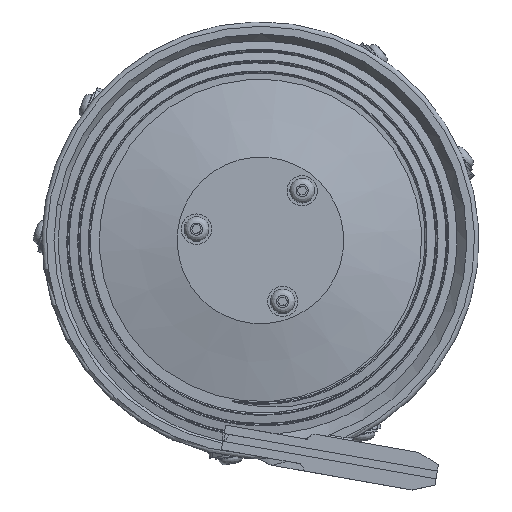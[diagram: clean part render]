
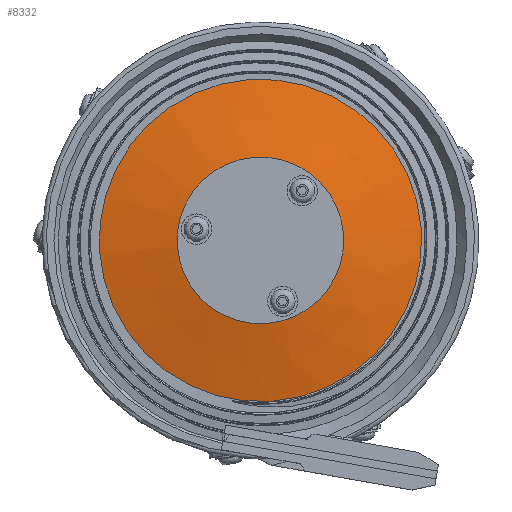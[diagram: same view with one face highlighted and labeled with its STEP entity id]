
A CAD part, top view. The second image highlights one B-rep face of the part: STEP entity #8332.
In plain terms, the highlighted conical face has half-angle 77.471 degrees and reference radius 28.25 mm.
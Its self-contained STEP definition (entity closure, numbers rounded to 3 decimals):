
#767=CONICAL_SURFACE('',#9451,28.25,1.352);
#1464=FACE_OUTER_BOUND('',#1999,.T.);
#1999=EDGE_LOOP('',(#7360,#7361,#7362,#7363));
#2653=LINE('',#16920,#3278);
#3278=VECTOR('',#11540,28.25);
#3673=CIRCLE('',#9452,19.25);
#3674=CIRCLE('',#9453,37.25);
#4349=VERTEX_POINT('',#16917);
#4350=VERTEX_POINT('',#16919);
#5384=EDGE_CURVE('',#4349,#4349,#3673,.T.);
#5385=EDGE_CURVE('',#4349,#4350,#2653,.T.);
#5386=EDGE_CURVE('',#4350,#4350,#3674,.T.);
#7360=ORIENTED_EDGE('',*,*,#5384,.T.);
#7361=ORIENTED_EDGE('',*,*,#5385,.T.);
#7362=ORIENTED_EDGE('',*,*,#5386,.F.);
#7363=ORIENTED_EDGE('',*,*,#5385,.F.);
#8332=ADVANCED_FACE('',(#1464),#767,.T.);
#9451=AXIS2_PLACEMENT_3D('',#16916,#11536,#11537);
#9452=AXIS2_PLACEMENT_3D('',#16918,#11538,#11539);
#9453=AXIS2_PLACEMENT_3D('',#16921,#11541,#11542);
#11536=DIRECTION('center_axis',(0.,-1.,0.));
#11537=DIRECTION('ref_axis',(0.828,0.,-0.561));
#11538=DIRECTION('center_axis',(0.,-1.,0.));
#11539=DIRECTION('ref_axis',(0.828,0.,-0.561));
#11540=DIRECTION('',(-0.808,-0.217,0.548));
#11541=DIRECTION('center_axis',(0.,-1.,0.));
#11542=DIRECTION('ref_axis',(0.828,0.,-0.561));
#16916=CARTESIAN_POINT('Origin',(0.,2.,0.));
#16917=CARTESIAN_POINT('',(-15.935,4.,10.8));
#16918=CARTESIAN_POINT('Origin',(0.,4.,0.));
#16919=CARTESIAN_POINT('',(-30.835,0.,20.899));
#16920=CARTESIAN_POINT('',(-23.385,2.,15.85));
#16921=CARTESIAN_POINT('Origin',(0.,0.,0.));
